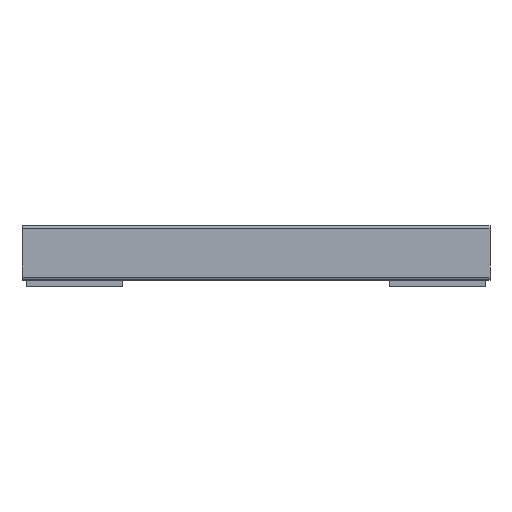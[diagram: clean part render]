
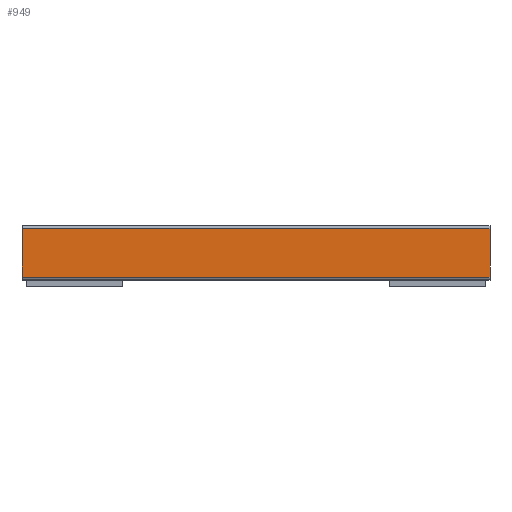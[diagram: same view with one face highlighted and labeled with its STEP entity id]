
A CAD part, left-side view. The second image highlights one B-rep face of the part: STEP entity #949.
In plain terms, the highlighted planar face has unit normal (-1, 0, 0).
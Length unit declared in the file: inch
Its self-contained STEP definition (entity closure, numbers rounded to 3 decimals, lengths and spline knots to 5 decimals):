
#55 = VECTOR ( 'NONE', #1411, 39.37008 ) ;
#169 = ORIENTED_EDGE ( 'NONE', *, *, #1321, .T. ) ;
#405 = PLANE ( 'NONE',  #2365 ) ;
#420 = CARTESIAN_POINT ( 'NONE',  ( -0.4065, 0., 0.043 ) ) ;
#425 = VECTOR ( 'NONE', #1253, 39.37008 ) ;
#567 = EDGE_CURVE ( 'NONE', #1613, #2024, #1903, .T. ) ;
#585 = VERTEX_POINT ( 'NONE', #2243 ) ;
#767 = FACE_OUTER_BOUND ( 'NONE', #2131, .T. ) ;
#814 = DIRECTION ( 'NONE',  ( -1., 0., 0. ) ) ;
#848 = CARTESIAN_POINT ( 'NONE',  ( -0.4065, 0., 0.813 ) ) ;
#885 = EDGE_CURVE ( 'NONE', #585, #1751, #1380, .T. ) ;
#949 = ADVANCED_FACE ( 'NONE', ( #767 ), #405, .T. ) ;
#1004 = CARTESIAN_POINT ( 'NONE',  ( -0.4065, 7., 0.043 ) ) ;
#1015 = CARTESIAN_POINT ( 'NONE',  ( -0.4065, 7., 0.813 ) ) ;
#1016 = DIRECTION ( 'NONE',  ( 0., 0., 1. ) ) ;
#1253 = DIRECTION ( 'NONE',  ( 0., 1., 0. ) ) ;
#1321 = EDGE_CURVE ( 'NONE', #2024, #1751, #1914, .T. ) ;
#1380 = LINE ( 'NONE', #420, #55 ) ;
#1411 = DIRECTION ( 'NONE',  ( 0., 1., 0. ) ) ;
#1545 = VECTOR ( 'NONE', #2428, 39.37008 ) ;
#1596 = DIRECTION ( 'NONE',  ( 0., 0., -1. ) ) ;
#1613 = VERTEX_POINT ( 'NONE', #2187 ) ;
#1699 = ORIENTED_EDGE ( 'NONE', *, *, #885, .F. ) ;
#1709 = ORIENTED_EDGE ( 'NONE', *, *, #567, .T. ) ;
#1751 = VERTEX_POINT ( 'NONE', #1004 ) ;
#1792 = CARTESIAN_POINT ( 'NONE',  ( -0.4065, 0., 0.813 ) ) ;
#1903 = LINE ( 'NONE', #2413, #425 ) ;
#1914 = LINE ( 'NONE', #1015, #2300 ) ;
#1942 = ORIENTED_EDGE ( 'NONE', *, *, #2286, .F. ) ;
#2024 = VERTEX_POINT ( 'NONE', #2355 ) ;
#2075 = LINE ( 'NONE', #848, #1545 ) ;
#2131 = EDGE_LOOP ( 'NONE', ( #1942, #1709, #169, #1699 ) ) ;
#2187 = CARTESIAN_POINT ( 'NONE',  ( -0.4065, 0., 0.77 ) ) ;
#2243 = CARTESIAN_POINT ( 'NONE',  ( -0.4065, 0., 0.043 ) ) ;
#2286 = EDGE_CURVE ( 'NONE', #1613, #585, #2075, .T. ) ;
#2300 = VECTOR ( 'NONE', #1596, 39.37008 ) ;
#2355 = CARTESIAN_POINT ( 'NONE',  ( -0.4065, 7., 0.77 ) ) ;
#2365 = AXIS2_PLACEMENT_3D ( 'NONE', #1792, #814, #1016 ) ;
#2413 = CARTESIAN_POINT ( 'NONE',  ( -0.4065, 0., 0.77 ) ) ;
#2428 = DIRECTION ( 'NONE',  ( 0., 0., -1. ) ) ;
